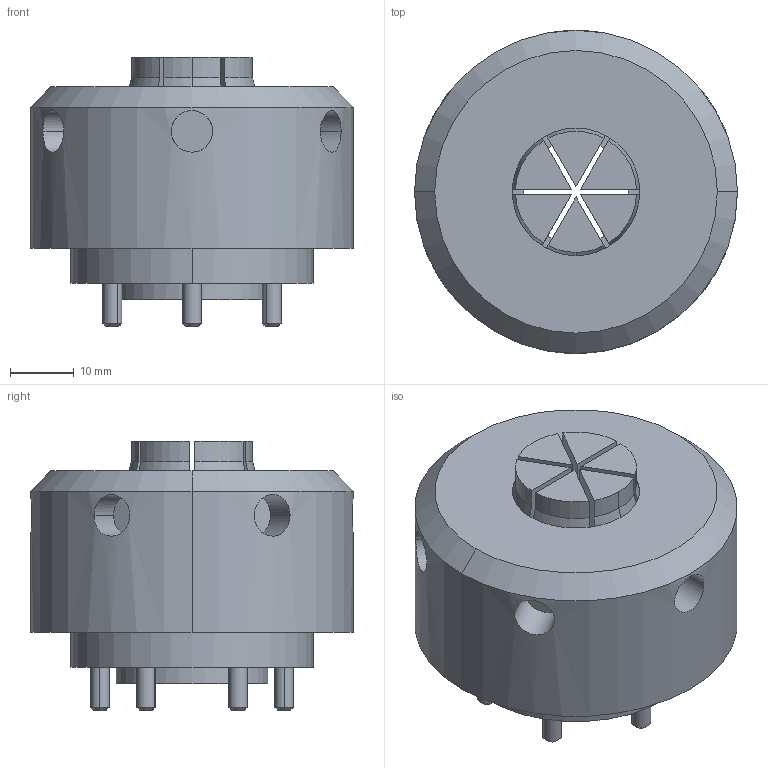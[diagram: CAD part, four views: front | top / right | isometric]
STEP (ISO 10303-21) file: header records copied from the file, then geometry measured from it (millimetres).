
FILE_DESCRIPTION (( 'STEP AP203' ), '1' );
FILE_NAME ('mbod-1.STEP', '2021-10-26T02:39:21', ( '' ), ( '' ), 'SwSTEP 2.0', 'SolidWorks 2020', '' );
FILE_SCHEMA (( 'CONFIG_CONTROL_DESIGN' ));
Length unit declared in the file: millimetre
Products named in the file (3): mbod-1_01; mbod-1_02; mbod-1
Assembly tree (2 placements, depth 2):
  mbod-1
    mbod-1_01
    mbod-1_02
Bounding box: 50.8 x 50.8 x 42.37 mm (x, y, z)
Volume: 46615.4 mm3; surface area: 21330.8 mm2
Topology: 2 solids, 2 shells, 291 faces, 626 edges, 378 vertices
Faces by surface type: plane 109, cone 84, cylinder 83, torus 15
Entity records: 8880 total; most frequent: CARTESIAN_POINT 2194, DIRECTION 1413, ORIENTED_EDGE 1252, EDGE_CURVE 626, AXIS2_PLACEMENT_3D 569, VERTEX_POINT 378, EDGE_LOOP 334, ADVANCED_FACE 291
